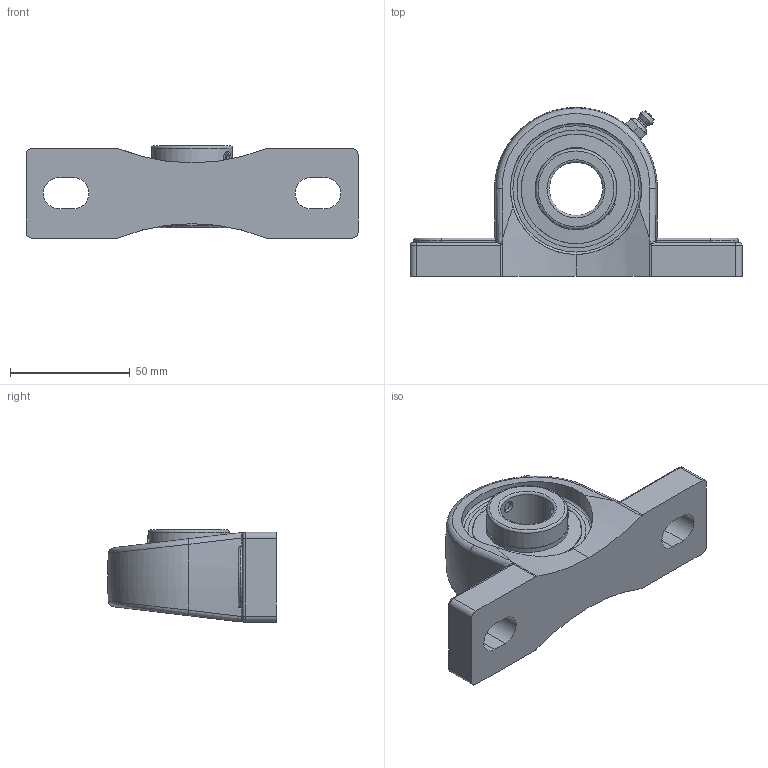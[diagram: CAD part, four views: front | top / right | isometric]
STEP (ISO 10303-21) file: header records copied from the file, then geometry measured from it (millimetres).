
FILE_DESCRIPTION(('HOOPS Exchange Step'),'2;1');
FILE_NAME('export-B3FE79AF-DBD4-4C0C-A3F3-24A515650BA4.stp','2019-12-13T14:24:32-08:00',('ibuslach'),('Alibre'),'HOOPS Exchange 2019.2','Alibre','Unknown authorisation');
FILE_SCHEMA( ('AP242_MANAGED_MODEL_BASED_3D_ENGINEERING_MIM_LF {1 0 10303 442 1 1 4 }') );
Length unit declared in the file: centimetre
Products named in the file (7): MRN SP 205; UCP ZERK 5mm; SUC 205-14 RACES; 205 SS; SUC 205-16 SHIELD; MRN SUC 205-14; MRN SUCP 205-14
Assembly tree (8 placements, depth 3):
  MRN SUCP 205-14
    MRN SP 205
    UCP ZERK 5mm
    MRN SUC 205-14
      SUC 205-14 RACES
      205 SS  x2
      SUC 205-16 SHIELD  x2
Bounding box: 138.5 x 70.47 x 38.55 mm (x, y, z)
Volume: 119847 mm3; surface area: 42305.8 mm2
Topology: 8 solids, 8 shells, 195 faces, 515 edges, 330 vertices
Faces by surface type: plane 65, cylinder 63, torus 24, bspline 18, cone 16, sphere 9
Full cylindrical faces by diameter (mm): 1.504 x2, 4.917 x4, 5 x2, 22.225 x1, 33.655 x1, 33.68 x2, 34.188 x2, 45.72 x3, 54.712 x2
Entity records: 13360 total; most frequent: CARTESIAN_POINT 8808, DIRECTION 929, ORIENTED_EDGE 924, EDGE_CURVE 462, AXIS2_PLACEMENT_3D 386, VERTEX_POINT 299, EDGE_LOOP 201, FACE_BOUND 201
